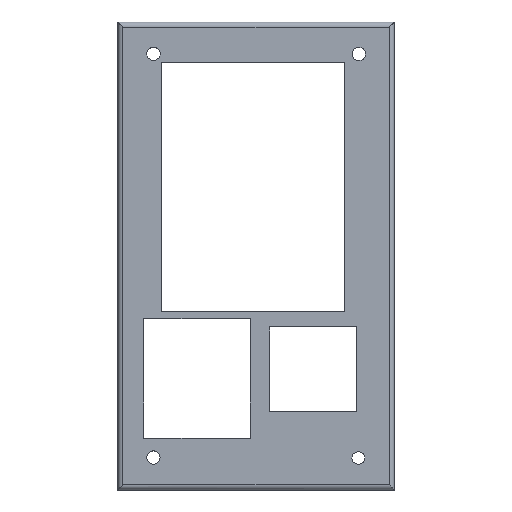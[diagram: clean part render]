
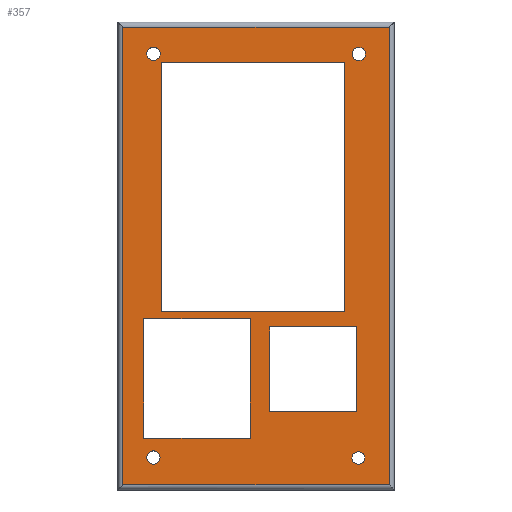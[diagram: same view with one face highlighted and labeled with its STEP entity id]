
A CAD part, top view. The second image highlights one B-rep face of the part: STEP entity #357.
In plain terms, the highlighted planar face has unit normal (0, 0, 1).
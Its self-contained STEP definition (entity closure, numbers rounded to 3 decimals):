
#93 = VERTEX_POINT('',#94);
#94 = CARTESIAN_POINT('',(-25.554,43.939,4.));
#101 = EDGE_CURVE('',#93,#102,#104,.T.);
#102 = VERTEX_POINT('',#103);
#103 = CARTESIAN_POINT('',(-25.554,-43.919,4.));
#104 = LINE('',#105,#106);
#105 = CARTESIAN_POINT('',(-25.554,44.939,4.));
#106 = VECTOR('',#107,1.);
#107 = DIRECTION('',(0.,-1.,0.));
#337 = VERTEX_POINT('',#338);
#338 = CARTESIAN_POINT('',(25.543,43.939,4.));
#345 = EDGE_CURVE('',#337,#93,#346,.T.);
#346 = LINE('',#347,#348);
#347 = CARTESIAN_POINT('',(26.543,43.939,4.));
#348 = VECTOR('',#349,1.);
#349 = DIRECTION('',(-1.,0.,0.));
#357 = ADVANCED_FACE('',(#358,#376,#387,#421,#432,#466,#500,#511),#522,
  .T.);
#358 = FACE_BOUND('',#359,.T.);
#359 = EDGE_LOOP('',(#360,#361,#362,#370));
#360 = ORIENTED_EDGE('',*,*,#345,.T.);
#361 = ORIENTED_EDGE('',*,*,#101,.T.);
#362 = ORIENTED_EDGE('',*,*,#363,.T.);
#363 = EDGE_CURVE('',#102,#364,#366,.T.);
#364 = VERTEX_POINT('',#365);
#365 = CARTESIAN_POINT('',(25.543,-43.919,4.));
#366 = LINE('',#367,#368);
#367 = CARTESIAN_POINT('',(-26.554,-43.919,4.));
#368 = VECTOR('',#369,1.);
#369 = DIRECTION('',(1.,0.,0.));
#370 = ORIENTED_EDGE('',*,*,#371,.T.);
#371 = EDGE_CURVE('',#364,#337,#372,.T.);
#372 = LINE('',#373,#374);
#373 = CARTESIAN_POINT('',(25.543,-44.919,4.));
#374 = VECTOR('',#375,1.);
#375 = DIRECTION('',(0.,1.,0.));
#376 = FACE_BOUND('',#377,.T.);
#377 = EDGE_LOOP('',(#378));
#378 = ORIENTED_EDGE('',*,*,#379,.F.);
#379 = EDGE_CURVE('',#380,#380,#382,.T.);
#380 = VERTEX_POINT('',#381);
#381 = CARTESIAN_POINT('',(-18.42,-38.704,4.));
#382 = CIRCLE('',#383,1.292);
#383 = AXIS2_PLACEMENT_3D('',#384,#385,#386);
#384 = CARTESIAN_POINT('',(-19.712,-38.704,4.));
#385 = DIRECTION('',(0.,0.,1.));
#386 = DIRECTION('',(1.,0.,0.));
#387 = FACE_BOUND('',#388,.T.);
#388 = EDGE_LOOP('',(#389,#399,#407,#415));
#389 = ORIENTED_EDGE('',*,*,#390,.F.);
#390 = EDGE_CURVE('',#391,#393,#395,.T.);
#391 = VERTEX_POINT('',#392);
#392 = CARTESIAN_POINT('',(-21.562,-12.002,4.));
#393 = VERTEX_POINT('',#394);
#394 = CARTESIAN_POINT('',(-21.562,-34.979,4.));
#395 = LINE('',#396,#397);
#396 = CARTESIAN_POINT('',(-21.562,-12.002,4.));
#397 = VECTOR('',#398,1.);
#398 = DIRECTION('',(0.,-1.,0.));
#399 = ORIENTED_EDGE('',*,*,#400,.F.);
#400 = EDGE_CURVE('',#401,#391,#403,.T.);
#401 = VERTEX_POINT('',#402);
#402 = CARTESIAN_POINT('',(-1.066,-12.002,4.));
#403 = LINE('',#404,#405);
#404 = CARTESIAN_POINT('',(-1.066,-12.002,4.));
#405 = VECTOR('',#406,1.);
#406 = DIRECTION('',(-1.,0.,0.));
#407 = ORIENTED_EDGE('',*,*,#408,.F.);
#408 = EDGE_CURVE('',#409,#401,#411,.T.);
#409 = VERTEX_POINT('',#410);
#410 = CARTESIAN_POINT('',(-1.066,-34.979,4.));
#411 = LINE('',#412,#413);
#412 = CARTESIAN_POINT('',(-1.066,-34.979,4.));
#413 = VECTOR('',#414,1.);
#414 = DIRECTION('',(0.,1.,0.));
#415 = ORIENTED_EDGE('',*,*,#416,.F.);
#416 = EDGE_CURVE('',#393,#409,#417,.T.);
#417 = LINE('',#418,#419);
#418 = CARTESIAN_POINT('',(-21.562,-34.979,4.));
#419 = VECTOR('',#420,1.);
#420 = DIRECTION('',(1.,0.,0.));
#421 = FACE_BOUND('',#422,.T.);
#422 = EDGE_LOOP('',(#423));
#423 = ORIENTED_EDGE('',*,*,#424,.F.);
#424 = EDGE_CURVE('',#425,#425,#427,.T.);
#425 = VERTEX_POINT('',#426);
#426 = CARTESIAN_POINT('',(20.844,-38.787,4.));
#427 = CIRCLE('',#428,1.215);
#428 = AXIS2_PLACEMENT_3D('',#429,#430,#431);
#429 = CARTESIAN_POINT('',(19.629,-38.787,4.));
#430 = DIRECTION('',(0.,0.,1.));
#431 = DIRECTION('',(1.,0.,0.));
#432 = FACE_BOUND('',#433,.T.);
#433 = EDGE_LOOP('',(#434,#444,#452,#460));
#434 = ORIENTED_EDGE('',*,*,#435,.F.);
#435 = EDGE_CURVE('',#436,#438,#440,.T.);
#436 = VERTEX_POINT('',#437);
#437 = CARTESIAN_POINT('',(2.602,-13.62,4.));
#438 = VERTEX_POINT('',#439);
#439 = CARTESIAN_POINT('',(2.602,-29.909,4.));
#440 = LINE('',#441,#442);
#441 = CARTESIAN_POINT('',(2.602,-13.62,4.));
#442 = VECTOR('',#443,1.);
#443 = DIRECTION('',(0.,-1.,0.));
#444 = ORIENTED_EDGE('',*,*,#445,.F.);
#445 = EDGE_CURVE('',#446,#436,#448,.T.);
#446 = VERTEX_POINT('',#447);
#447 = CARTESIAN_POINT('',(19.322,-13.62,4.));
#448 = LINE('',#449,#450);
#449 = CARTESIAN_POINT('',(19.322,-13.62,4.));
#450 = VECTOR('',#451,1.);
#451 = DIRECTION('',(-1.,0.,0.));
#452 = ORIENTED_EDGE('',*,*,#453,.F.);
#453 = EDGE_CURVE('',#454,#446,#456,.T.);
#454 = VERTEX_POINT('',#455);
#455 = CARTESIAN_POINT('',(19.322,-29.909,4.));
#456 = LINE('',#457,#458);
#457 = CARTESIAN_POINT('',(19.322,-29.909,4.));
#458 = VECTOR('',#459,1.);
#459 = DIRECTION('',(0.,1.,0.));
#460 = ORIENTED_EDGE('',*,*,#461,.F.);
#461 = EDGE_CURVE('',#438,#454,#462,.T.);
#462 = LINE('',#463,#464);
#463 = CARTESIAN_POINT('',(2.602,-29.909,4.));
#464 = VECTOR('',#465,1.);
#465 = DIRECTION('',(1.,0.,0.));
#466 = FACE_BOUND('',#467,.T.);
#467 = EDGE_LOOP('',(#468,#478,#486,#494));
#468 = ORIENTED_EDGE('',*,*,#469,.F.);
#469 = EDGE_CURVE('',#470,#472,#474,.T.);
#470 = VERTEX_POINT('',#471);
#471 = CARTESIAN_POINT('',(-18.211,37.182,4.));
#472 = VERTEX_POINT('',#473);
#473 = CARTESIAN_POINT('',(-18.211,-10.687,4.));
#474 = LINE('',#475,#476);
#475 = CARTESIAN_POINT('',(-18.211,37.182,4.));
#476 = VECTOR('',#477,1.);
#477 = DIRECTION('',(0.,-1.,0.));
#478 = ORIENTED_EDGE('',*,*,#479,.F.);
#479 = EDGE_CURVE('',#480,#470,#482,.T.);
#480 = VERTEX_POINT('',#481);
#481 = CARTESIAN_POINT('',(16.931,37.182,4.));
#482 = LINE('',#483,#484);
#483 = CARTESIAN_POINT('',(16.931,37.182,4.));
#484 = VECTOR('',#485,1.);
#485 = DIRECTION('',(-1.,0.,0.));
#486 = ORIENTED_EDGE('',*,*,#487,.F.);
#487 = EDGE_CURVE('',#488,#480,#490,.T.);
#488 = VERTEX_POINT('',#489);
#489 = CARTESIAN_POINT('',(16.931,-10.687,4.));
#490 = LINE('',#491,#492);
#491 = CARTESIAN_POINT('',(16.931,-10.687,4.));
#492 = VECTOR('',#493,1.);
#493 = DIRECTION('',(0.,1.,0.));
#494 = ORIENTED_EDGE('',*,*,#495,.F.);
#495 = EDGE_CURVE('',#472,#488,#496,.T.);
#496 = LINE('',#497,#498);
#497 = CARTESIAN_POINT('',(-18.211,-10.687,4.));
#498 = VECTOR('',#499,1.);
#499 = DIRECTION('',(1.,0.,0.));
#500 = FACE_BOUND('',#501,.T.);
#501 = EDGE_LOOP('',(#502));
#502 = ORIENTED_EDGE('',*,*,#503,.F.);
#503 = EDGE_CURVE('',#504,#504,#506,.T.);
#504 = VERTEX_POINT('',#505);
#505 = CARTESIAN_POINT('',(-18.414,38.828,4.));
#506 = CIRCLE('',#507,1.294);
#507 = AXIS2_PLACEMENT_3D('',#508,#509,#510);
#508 = CARTESIAN_POINT('',(-19.707,38.828,4.));
#509 = DIRECTION('',(0.,0.,1.));
#510 = DIRECTION('',(1.,0.,0.));
#511 = FACE_BOUND('',#512,.T.);
#512 = EDGE_LOOP('',(#513));
#513 = ORIENTED_EDGE('',*,*,#514,.F.);
#514 = EDGE_CURVE('',#515,#515,#517,.T.);
#515 = VERTEX_POINT('',#516);
#516 = CARTESIAN_POINT('',(21.006,38.796,4.));
#517 = CIRCLE('',#518,1.264);
#518 = AXIS2_PLACEMENT_3D('',#519,#520,#521);
#519 = CARTESIAN_POINT('',(19.742,38.796,4.));
#520 = DIRECTION('',(0.,0.,1.));
#521 = DIRECTION('',(1.,0.,0.));
#522 = PLANE('',#523);
#523 = AXIS2_PLACEMENT_3D('',#524,#525,#526);
#524 = CARTESIAN_POINT('',(-0.005,0.01,4.));
#525 = DIRECTION('',(0.,0.,1.));
#526 = DIRECTION('',(1.,0.,0.));
